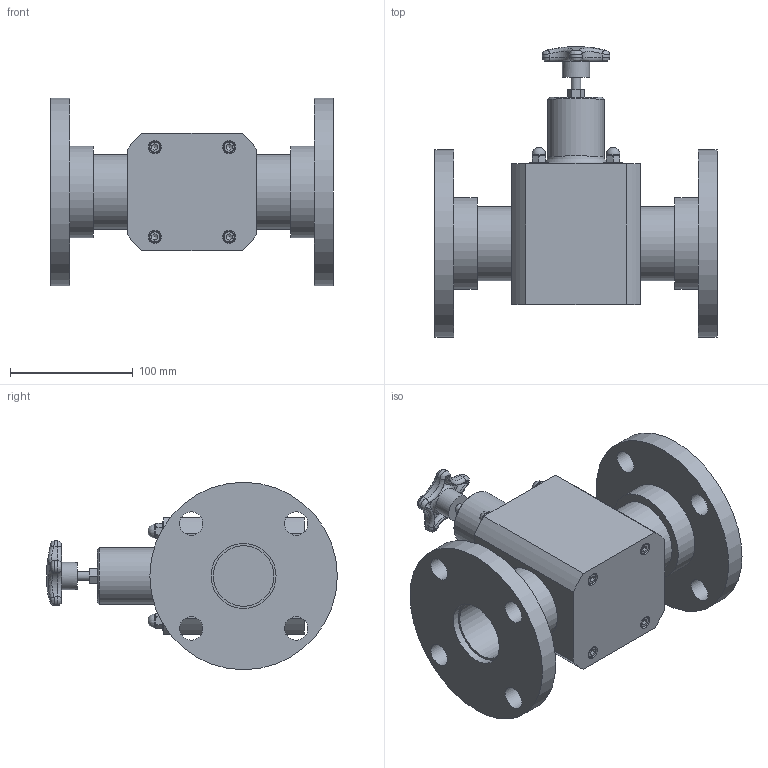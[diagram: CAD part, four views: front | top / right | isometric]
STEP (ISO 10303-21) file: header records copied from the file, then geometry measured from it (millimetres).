
FILE_DESCRIPTION((''),'2;1');
FILE_NAME('TVBF20-PP-G_R0.ipt.stp','2017-04-04T12:10:25',(''),(''),'Autodesk Inventor 2009','Autodesk Inventor 2009','');
FILE_SCHEMA(('AUTOMOTIVE_DESIGN { 1 0 10303 214 1 1 1 1 }'));
Length unit declared in the file: inch
Products named in the file (1): TVBF20-PP-G_R0
Bounding box: 229.36 x 236.26 x 152.4 mm (x, y, z)
Volume: 1752516.7 mm3; surface area: 204375.4 mm2
Topology: 1 solids, 5 shells, 383 faces, 891 edges, 549 vertices
Faces by surface type: plane 160, bspline 105, cylinder 67, cone 19, sphere 17, torus 15
Full cylindrical faces by diameter (mm): 4.445 x4, 7.442 x1, 9.525 x4, 10.998 x4, 15.875 x4, 19.05 x8, 22.098 x1, 45.72 x1, 49.251 x2, 52.832 x2, 60.325 x2, 74.422 x2, 152.4 x2
Entity records: 14999 total; most frequent: CARTESIAN_POINT 6811, ORIENTED_EDGE 1628, DIRECTION 1516, EDGE_CURVE 814, AXIS2_PLACEMENT_3D 646, VERTEX_POINT 541, EDGE_LOOP 499, FACE_OUTER_BOUND 383
